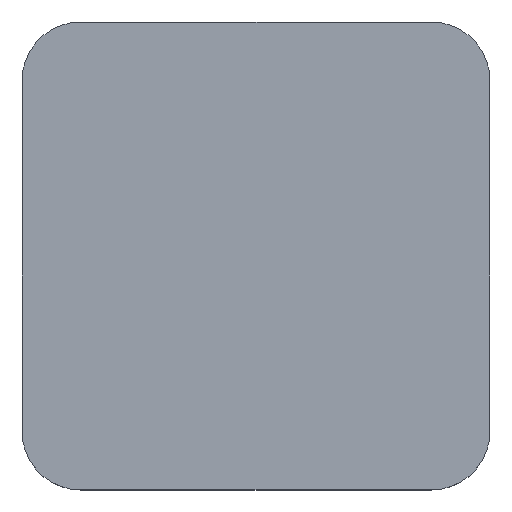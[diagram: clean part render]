
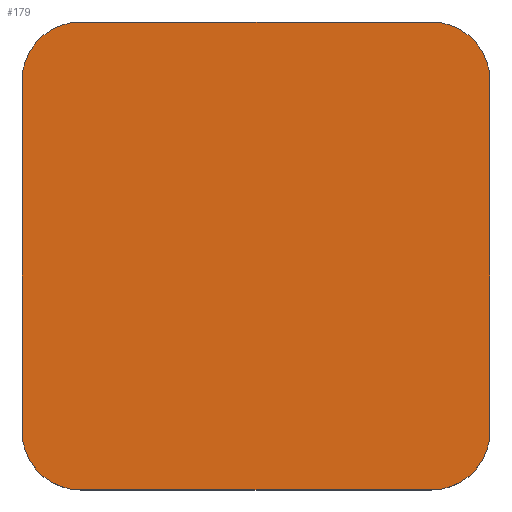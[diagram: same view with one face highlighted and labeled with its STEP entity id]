
A CAD part, top view. The second image highlights one B-rep face of the part: STEP entity #179.
In plain terms, the highlighted planar face has unit normal (0, 0, 1).
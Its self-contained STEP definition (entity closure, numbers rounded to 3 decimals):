
#17=PLANE($,#200);
#27=FACE_OUTER_BOUND($,#37,.T.);
#37=EDGE_LOOP($,(#151,#152,#153,#154,#155,#156,#157,#158));
#42=LINE($,#270,#58);
#46=LINE($,#282,#62);
#50=LINE($,#294,#66);
#54=LINE($,#304,#70);
#58=VECTOR($,#215,6.);
#62=VECTOR($,#227,6.);
#66=VECTOR($,#239,6.);
#70=VECTOR($,#251,6.);
#72=CIRCLE($,#186,1.);
#74=CIRCLE($,#190,1.);
#76=CIRCLE($,#194,1.);
#78=CIRCLE($,#198,1.);
#81=VERTEX_POINT($,#261);
#82=VERTEX_POINT($,#263);
#84=VERTEX_POINT($,#269);
#86=VERTEX_POINT($,#275);
#88=VERTEX_POINT($,#281);
#90=VERTEX_POINT($,#287);
#92=VERTEX_POINT($,#293);
#94=VERTEX_POINT($,#299);
#97=EDGE_CURVE($,#82,#81,#72,.T.);
#100=EDGE_CURVE($,#84,#82,#42,.T.);
#103=EDGE_CURVE($,#86,#84,#74,.T.);
#106=EDGE_CURVE($,#88,#86,#46,.T.);
#109=EDGE_CURVE($,#90,#88,#76,.T.);
#112=EDGE_CURVE($,#92,#90,#50,.T.);
#115=EDGE_CURVE($,#94,#92,#78,.T.);
#118=EDGE_CURVE($,#81,#94,#54,.T.);
#151=ORIENTED_EDGE($,*,*,#118,.T.);
#152=ORIENTED_EDGE($,*,*,#115,.T.);
#153=ORIENTED_EDGE($,*,*,#112,.T.);
#154=ORIENTED_EDGE($,*,*,#109,.T.);
#155=ORIENTED_EDGE($,*,*,#106,.T.);
#156=ORIENTED_EDGE($,*,*,#103,.T.);
#157=ORIENTED_EDGE($,*,*,#100,.T.);
#158=ORIENTED_EDGE($,*,*,#97,.T.);
#179=ADVANCED_FACE($,(#27),#17,.T.);
#186=AXIS2_PLACEMENT_3D($,#264,#209,#210);
#190=AXIS2_PLACEMENT_3D($,#276,#221,#222);
#194=AXIS2_PLACEMENT_3D($,#288,#233,#234);
#198=AXIS2_PLACEMENT_3D($,#300,#245,#246);
#200=AXIS2_PLACEMENT_3D($,#305,#252,#253);
#209=DIRECTION('center_axis',(0.,0.,1.));
#210=DIRECTION('ref_axis',(0.,1.,0.));
#215=DIRECTION($,(-1.,0.,0.));
#221=DIRECTION('center_axis',(0.,0.,1.));
#222=DIRECTION('ref_axis',(1.,0.,0.));
#227=DIRECTION($,(0.,1.,0.));
#233=DIRECTION('center_axis',(0.,0.,1.));
#234=DIRECTION('ref_axis',(0.,-1.,0.));
#239=DIRECTION($,(1.,0.,0.));
#245=DIRECTION('center_axis',(0.,0.,1.));
#246=DIRECTION('ref_axis',(-1.,0.,0.));
#251=DIRECTION($,(0.,-1.,0.));
#252=DIRECTION('center_axis',(0.,0.,1.));
#253=DIRECTION('ref_axis',(1.,0.,0.));
#261=CARTESIAN_POINT('',(0.,7.,1.));
#263=CARTESIAN_POINT('',(1.,8.,1.));
#264=CARTESIAN_POINT('Origin',(1.,7.,1.));
#269=CARTESIAN_POINT('',(7.,8.,1.));
#270=CARTESIAN_POINT($,(7.,8.,1.));
#275=CARTESIAN_POINT('',(8.,7.,1.));
#276=CARTESIAN_POINT('Origin',(7.,7.,1.));
#281=CARTESIAN_POINT('',(8.,1.,1.));
#282=CARTESIAN_POINT($,(8.,1.,1.));
#287=CARTESIAN_POINT('',(7.,0.,1.));
#288=CARTESIAN_POINT('Origin',(7.,1.,1.));
#293=CARTESIAN_POINT('',(1.,0.,1.));
#294=CARTESIAN_POINT($,(1.,0.,1.));
#299=CARTESIAN_POINT('',(0.,1.,1.));
#300=CARTESIAN_POINT('Origin',(1.,1.,1.));
#304=CARTESIAN_POINT($,(0.,7.,1.));
#305=CARTESIAN_POINT('Origin',(4.,4.,1.));
